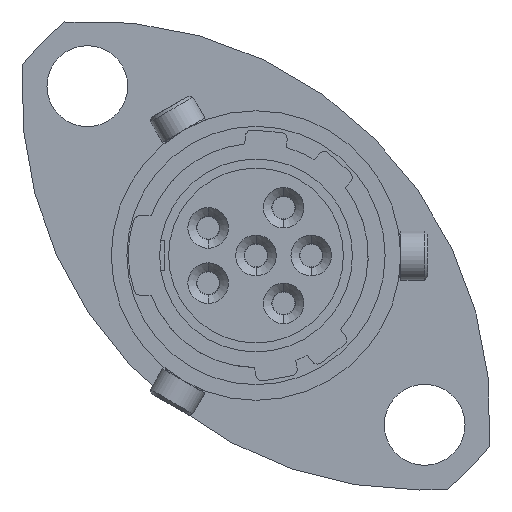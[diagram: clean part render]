
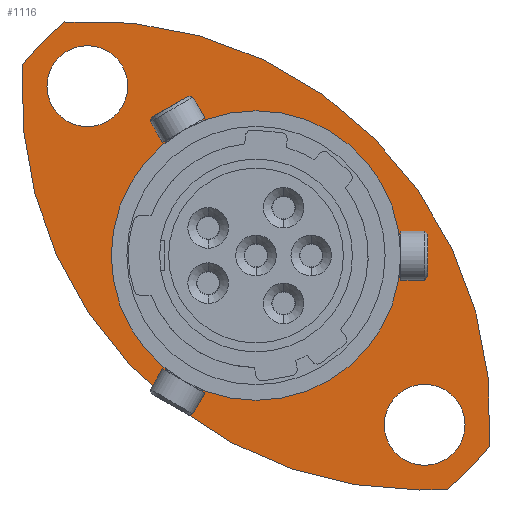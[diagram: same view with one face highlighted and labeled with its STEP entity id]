
A CAD part, left-side view. The second image highlights one B-rep face of the part: STEP entity #1116.
In plain terms, the highlighted planar face has unit normal (-1, 0, 0).
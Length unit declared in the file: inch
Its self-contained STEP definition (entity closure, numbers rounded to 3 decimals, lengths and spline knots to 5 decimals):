
#880 = EDGE_LOOP ( 'NONE', ( #1053, #1054 ) ) ;
#882 = EDGE_LOOP ( 'NONE', ( #1055, #1056, #1057, #1058, #1059 ) ) ;
#953 = VERTEX_POINT ( 'NONE', #1453 ) ;
#967 = VERTEX_POINT ( 'NONE', #1464 ) ;
#969 = VERTEX_POINT ( 'NONE', #1466 ) ;
#1032 = EDGE_LOOP ( 'NONE', ( #1051, #1052 ) ) ;
#1034 = EDGE_LOOP ( 'NONE', ( #1049, #1050 ) ) ;
#1049 = ORIENTED_EDGE ( 'NONE', *, *, #1342, .F. ) ;
#1050 = ORIENTED_EDGE ( 'NONE', *, *, #3462, .F. ) ;
#1051 = ORIENTED_EDGE ( 'NONE', *, *, #1359, .F. ) ;
#1052 = ORIENTED_EDGE ( 'NONE', *, *, #3453, .F. ) ;
#1053 = ORIENTED_EDGE ( 'NONE', *, *, #1306, .T. ) ;
#1054 = ORIENTED_EDGE ( 'NONE', *, *, #3472, .T. ) ;
#1055 = ORIENTED_EDGE ( 'NONE', *, *, #3461, .F. ) ;
#1056 = ORIENTED_EDGE ( 'NONE', *, *, #3454, .T. ) ;
#1057 = ORIENTED_EDGE ( 'NONE', *, *, #3447, .F. ) ;
#1058 = ORIENTED_EDGE ( 'NONE', *, *, #3452, .T. ) ;
#1059 = ORIENTED_EDGE ( 'NONE', *, *, #1210, .T. ) ;
#1116 = ADVANCED_FACE ( 'NONE', ( #1551, #1552, #1554, #1555 ), #1550, .T. ) ;
#1210 = EDGE_CURVE ( 'NONE', #2588, #2589, #9965, .T. ) ;
#1306 = EDGE_CURVE ( 'NONE', #5132, #5133, #10115, .T. ) ;
#1342 = EDGE_CURVE ( 'NONE', #2580, #2581, #10183, .T. ) ;
#1359 = EDGE_CURVE ( 'NONE', #2584, #2585, #10199, .T. ) ;
#1453 = CARTESIAN_POINT ( 'NONE',  ( 0.44331, 0.38083, 0.3117 ) ) ;
#1464 = CARTESIAN_POINT ( 'NONE',  ( 0.44331, -0.38083, -0.3117 ) ) ;
#1466 = CARTESIAN_POINT ( 'NONE',  ( 0.44331, 0.3117, 0.38083 ) ) ;
#1550 = PLANE ( 'NONE',  #9744 ) ;
#1551 = FACE_BOUND ( 'NONE', #1034, .T. ) ;
#1552 = FACE_BOUND ( 'NONE', #1032, .T. ) ;
#1554 = FACE_BOUND ( 'NONE', #880, .T. ) ;
#1555 = FACE_OUTER_BOUND ( 'NONE', #882, .T. ) ;
#1565 = CARTESIAN_POINT ( 'NONE',  ( 0.44331, 0.23602, 0. ) ) ;
#1566 = DIRECTION ( 'NONE',  ( -1., 0., 0. ) ) ;
#1567 = DIRECTION ( 'NONE',  ( 0., 0., 1. ) ) ;
#2580 = VERTEX_POINT ( 'NONE', #10319 ) ;
#2581 = VERTEX_POINT ( 'NONE', #10323 ) ;
#2584 = VERTEX_POINT ( 'NONE', #10326 ) ;
#2585 = VERTEX_POINT ( 'NONE', #10327 ) ;
#2588 = VERTEX_POINT ( 'NONE', #10330 ) ;
#2589 = VERTEX_POINT ( 'NONE', #10331 ) ;
#3447 = EDGE_CURVE ( 'NONE', #953, #969, #16034, .T. ) ;
#3452 = EDGE_CURVE ( 'NONE', #953, #2588, #16043, .T. ) ;
#3453 = EDGE_CURVE ( 'NONE', #2585, #2584, #16047, .T. ) ;
#3454 = EDGE_CURVE ( 'NONE', #967, #969, #16050, .T. ) ;
#3461 = EDGE_CURVE ( 'NONE', #967, #2589, #16069, .T. ) ;
#3462 = EDGE_CURVE ( 'NONE', #2581, #2580, #16072, .T. ) ;
#3472 = EDGE_CURVE ( 'NONE', #5133, #5132, #16093, .T. ) ;
#4831 = CARTESIAN_POINT ( 'NONE',  ( 0.44331, -0.26725, 0.26725 ) ) ;
#4832 = DIRECTION ( 'NONE',  ( -1., 0., 0. ) ) ;
#4833 = DIRECTION ( 'NONE',  ( 0., 0., 1. ) ) ;
#4926 = CARTESIAN_POINT ( 'NONE',  ( 0.44331, 0., 0. ) ) ;
#4927 = DIRECTION ( 'NONE',  ( 1., 0., 0. ) ) ;
#4928 = DIRECTION ( 'NONE',  ( 0., 0., -1. ) ) ;
#5055 = CARTESIAN_POINT ( 'NONE',  ( 0.44331, -0.275, -0.27621 ) ) ;
#5056 = DIRECTION ( 'NONE',  ( -1., 0., 0. ) ) ;
#5057 = DIRECTION ( 'NONE',  ( 0., 0., 1. ) ) ;
#5132 = VERTEX_POINT ( 'NONE', #7357 ) ;
#5133 = VERTEX_POINT ( 'NONE', #7358 ) ;
#7357 = CARTESIAN_POINT ( 'NONE',  ( 0.44331, 0., -0.23602 ) ) ;
#7358 = CARTESIAN_POINT ( 'NONE',  ( 0.44331, 0., 0.23602 ) ) ;
#9744 = AXIS2_PLACEMENT_3D ( 'NONE', #1565, #1566, #1567 ) ;
#9965 = CIRCLE ( 'NONE', #9970, 0.64961 ) ;
#9970 = AXIS2_PLACEMENT_3D ( 'NONE', #4831, #4832, #4833 ) ;
#10115 = CIRCLE ( 'NONE', #10122, 0.23602 ) ;
#10122 = AXIS2_PLACEMENT_3D ( 'NONE', #4926, #4927, #4928 ) ;
#10183 = CIRCLE ( 'NONE', #10186, 0.06594 ) ;
#10186 = AXIS2_PLACEMENT_3D ( 'NONE', #5055, #5056, #5057 ) ;
#10199 = CIRCLE ( 'NONE', #10451, 0.06594 ) ;
#10214 = CARTESIAN_POINT ( 'NONE',  ( 0.44331, 0.275, 0.27621 ) ) ;
#10215 = DIRECTION ( 'NONE',  ( -1., 0., 0. ) ) ;
#10216 = DIRECTION ( 'NONE',  ( 0., 0., 1. ) ) ;
#10319 = CARTESIAN_POINT ( 'NONE',  ( 0.44331, -0.275, -0.34216 ) ) ;
#10323 = CARTESIAN_POINT ( 'NONE',  ( 0.44331, -0.275, -0.21027 ) ) ;
#10326 = CARTESIAN_POINT ( 'NONE',  ( 0.44331, 0.275, 0.21027 ) ) ;
#10327 = CARTESIAN_POINT ( 'NONE',  ( 0.44331, 0.275, 0.34216 ) ) ;
#10330 = CARTESIAN_POINT ( 'NONE',  ( 0.44331, -0.26725, -0.38235 ) ) ;
#10331 = CARTESIAN_POINT ( 'NONE',  ( 0.44331, -0.3117, -0.38083 ) ) ;
#10451 = AXIS2_PLACEMENT_3D ( 'NONE', #10214, #10215, #10216 ) ;
#12648 = CARTESIAN_POINT ( 'NONE',  ( 0.44331, 0., 0. ) ) ;
#12650 = DIRECTION ( 'NONE',  ( 1., 0., 0. ) ) ;
#12651 = DIRECTION ( 'NONE',  ( 0., 0., -1. ) ) ;
#12665 = CARTESIAN_POINT ( 'NONE',  ( 0.44331, -0.26725, 0.26725 ) ) ;
#12666 = DIRECTION ( 'NONE',  ( -1., 0., 0. ) ) ;
#12667 = DIRECTION ( 'NONE',  ( 0., 0., 1. ) ) ;
#12669 = CARTESIAN_POINT ( 'NONE',  ( 0.44331, 0.275, 0.27621 ) ) ;
#12670 = DIRECTION ( 'NONE',  ( -1., 0., 0. ) ) ;
#12671 = DIRECTION ( 'NONE',  ( 0., 0., 1. ) ) ;
#12675 = CARTESIAN_POINT ( 'NONE',  ( 0.44331, 0.26725, -0.26725 ) ) ;
#12676 = DIRECTION ( 'NONE',  ( -1., 0., 0. ) ) ;
#12677 = DIRECTION ( 'NONE',  ( 0., 0., 1. ) ) ;
#12701 = CARTESIAN_POINT ( 'NONE',  ( 0.44331, 0., 0. ) ) ;
#12702 = DIRECTION ( 'NONE',  ( 1., 0., 0. ) ) ;
#12703 = DIRECTION ( 'NONE',  ( 0., 0., -1. ) ) ;
#12707 = CARTESIAN_POINT ( 'NONE',  ( 0.44331, -0.275, -0.27621 ) ) ;
#12708 = DIRECTION ( 'NONE',  ( -1., 0., 0. ) ) ;
#12709 = DIRECTION ( 'NONE',  ( 0., 0., 1. ) ) ;
#12774 = CARTESIAN_POINT ( 'NONE',  ( 0.44331, 0., 0. ) ) ;
#12775 = DIRECTION ( 'NONE',  ( 1., 0., 0. ) ) ;
#12777 = DIRECTION ( 'NONE',  ( 0., 0., -1. ) ) ;
#16034 = CIRCLE ( 'NONE', #16038, 0.49213 ) ;
#16038 = AXIS2_PLACEMENT_3D ( 'NONE', #12648, #12650, #12651 ) ;
#16043 = CIRCLE ( 'NONE', #16049, 0.64961 ) ;
#16047 = CIRCLE ( 'NONE', #16051, 0.06594 ) ;
#16049 = AXIS2_PLACEMENT_3D ( 'NONE', #12665, #12666, #12667 ) ;
#16050 = CIRCLE ( 'NONE', #16056, 0.64961 ) ;
#16051 = AXIS2_PLACEMENT_3D ( 'NONE', #12669, #12670, #12671 ) ;
#16056 = AXIS2_PLACEMENT_3D ( 'NONE', #12675, #12676, #12677 ) ;
#16069 = CIRCLE ( 'NONE', #16074, 0.49213 ) ;
#16072 = CIRCLE ( 'NONE', #16078, 0.06594 ) ;
#16074 = AXIS2_PLACEMENT_3D ( 'NONE', #12701, #12702, #12703 ) ;
#16078 = AXIS2_PLACEMENT_3D ( 'NONE', #12707, #12708, #12709 ) ;
#16093 = CIRCLE ( 'NONE', #16098, 0.23602 ) ;
#16098 = AXIS2_PLACEMENT_3D ( 'NONE', #12774, #12775, #12777 ) ;
